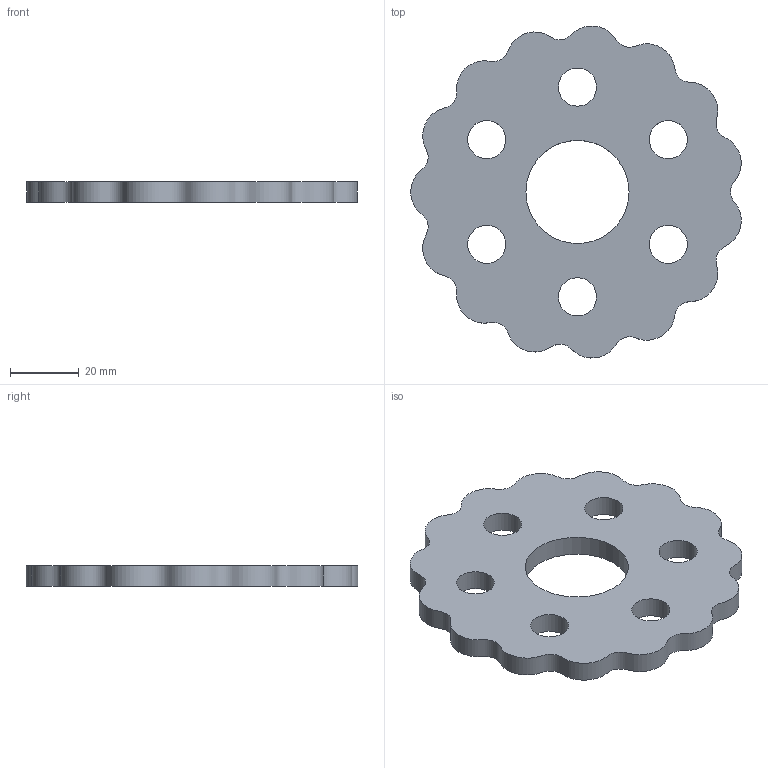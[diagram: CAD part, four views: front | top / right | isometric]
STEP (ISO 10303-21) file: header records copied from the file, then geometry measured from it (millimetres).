
FILE_DESCRIPTION(/* description */ (''),/* implementation_level */ '2;1');
FILE_NAME(/* name */ 'Gear.stp',/* time_stamp */ '2025-10-24T01:16:17-05:00',/* author */ ('aul12'),/* organization */ (''),/* preprocessor_version */ 'ST-DEVELOPER v19.2',/* originating_system */ 'Autodesk Inventor 2024',/* authorisation */ '');
FILE_SCHEMA (('AUTOMOTIVE_DESIGN { 1 0 10303 214 3 1 1 }'));
Length unit declared in the file: millimetre
Products named in the file (1): Gear
Bounding box: 96.11 x 96.54 x 6 mm (x, y, z)
Volume: 32584 mm3; surface area: 14710.3 mm2
Topology: 1 solids, 1 shells, 10 faces, 24 edges, 16 vertices
Faces by surface type: cylinder 7, plane 2, bspline 1
Full cylindrical faces by diameter (mm): 11.1 x6, 30 x1
Entity records: 2083 total; most frequent: CARTESIAN_POINT 1768, DIRECTION 56, ORIENTED_EDGE 48, EDGE_LOOP 24, EDGE_CURVE 24, AXIS2_PLACEMENT_3D 24, VERTEX_POINT 16, FACE_BOUND 14
